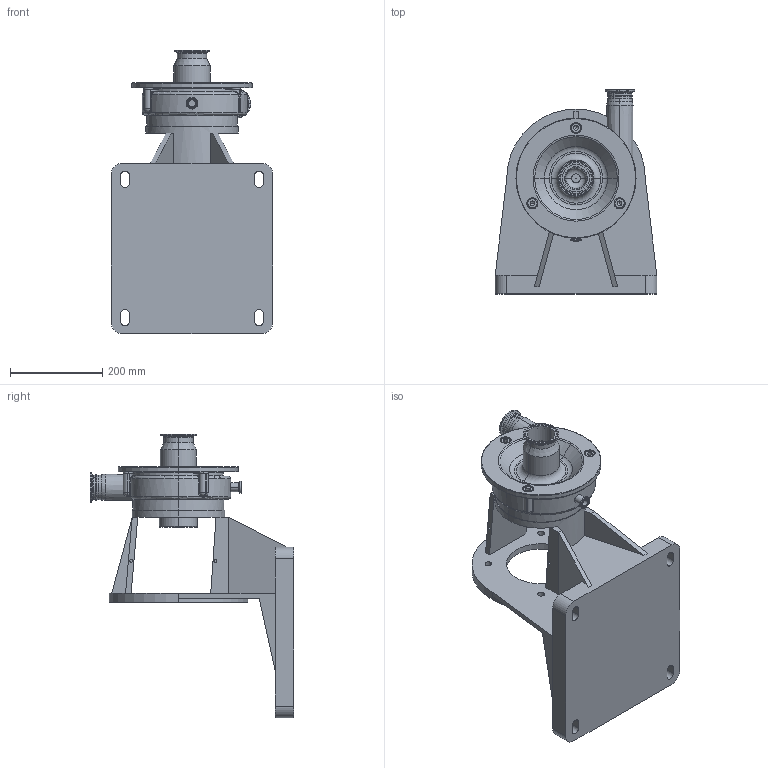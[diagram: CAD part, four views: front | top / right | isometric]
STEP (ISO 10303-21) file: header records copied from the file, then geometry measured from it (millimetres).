
FILE_DESCRIPTION (( 'STEP AP214' ), '1' );
FILE_NAME ('FP 3532 280TC VERT 3-4 IN STR DRAIN.STEP', '2023-02-03T19:19:17', ( '' ), ( '' ), 'SwSTEP 2.0', 'SolidWorks 2021', '' );
FILE_SCHEMA (( 'AUTOMOTIVE_DESIGN' ));
Length unit declared in the file: millimetre
Products named in the file (1): FP 3532 280TC VERT 3-4 IN STR DRAIN
Bounding box: 350 x 441 x 614.5 mm (x, y, z)
Volume: 11938509.4 mm3; surface area: 1064268.8 mm2
Topology: 1 solids, 5 shells, 519 faces, 1222 edges, 721 vertices
Faces by surface type: cylinder 170, plane 113, torus 96, cone 77, bspline 51, sphere 12
Entity records: 18803 total; most frequent: CARTESIAN_POINT 6995, DIRECTION 2595, ORIENTED_EDGE 2392, EDGE_CURVE 1196, AXIS2_PLACEMENT_3D 1101, VERTEX_POINT 720, CIRCLE 632, EDGE_LOOP 582
